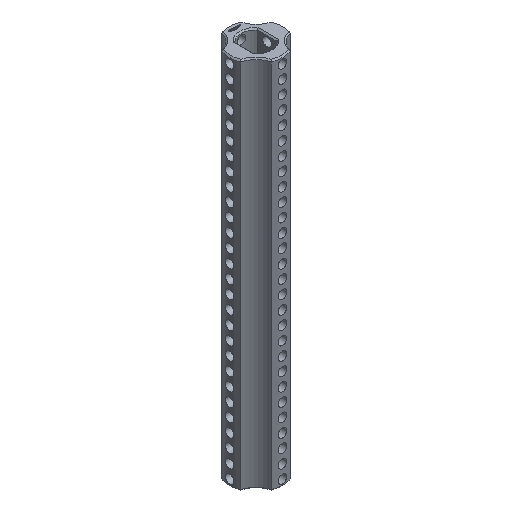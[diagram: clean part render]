
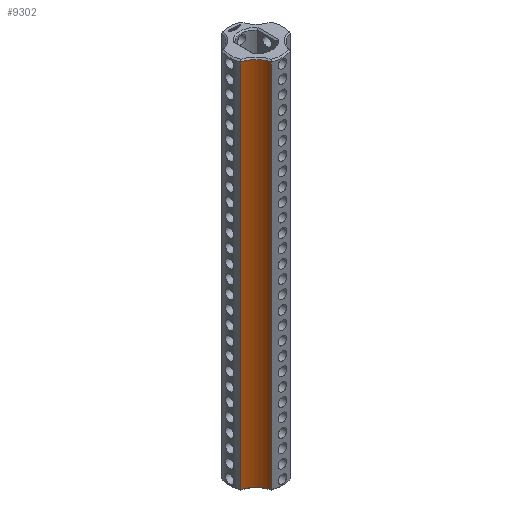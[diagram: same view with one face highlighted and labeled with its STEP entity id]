
A CAD part, isometric view. The second image highlights one B-rep face of the part: STEP entity #9302.
In plain terms, the highlighted cylindrical face has radius 5 mm (diameter 10 mm), a partial arc.
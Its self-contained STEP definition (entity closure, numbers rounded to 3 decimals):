
#2993 = EDGE_CURVE('',#2994,#2996,#2998,.T.);
#2994 = VERTEX_POINT('',#2995);
#2995 = CARTESIAN_POINT('',(-2.225,-5.841,0.3));
#2996 = VERTEX_POINT('',#2997);
#2997 = CARTESIAN_POINT('',(-2.225,-5.841,87.2));
#2998 = LINE('',#2999,#3000);
#2999 = CARTESIAN_POINT('',(-2.225,-5.841,0.));
#3000 = VECTOR('',#3001,1.);
#3001 = DIRECTION('',(0.,0.,1.));
#9302 = ADVANCED_FACE('',(#9303),#9330,.F.);
#9303 = FACE_BOUND('',#9304,.T.);
#9304 = EDGE_LOOP('',(#9305,#9306,#9315,#9323));
#9305 = ORIENTED_EDGE('',*,*,#2993,.T.);
#9306 = ORIENTED_EDGE('',*,*,#9307,.T.);
#9307 = EDGE_CURVE('',#2996,#9308,#9310,.T.);
#9308 = VERTEX_POINT('',#9309);
#9309 = CARTESIAN_POINT('',(-5.841,-2.225,87.2));
#9310 = CIRCLE('',#9311,5.);
#9311 = AXIS2_PLACEMENT_3D('',#9312,#9313,#9314);
#9312 = CARTESIAN_POINT('',(-7.071,-7.071,87.2));
#9313 = DIRECTION('',(0.,-0.,1.));
#9314 = DIRECTION('',(0.969,0.246,0.));
#9315 = ORIENTED_EDGE('',*,*,#9316,.F.);
#9316 = EDGE_CURVE('',#9317,#9308,#9319,.T.);
#9317 = VERTEX_POINT('',#9318);
#9318 = CARTESIAN_POINT('',(-5.841,-2.225,0.3));
#9319 = LINE('',#9320,#9321);
#9320 = CARTESIAN_POINT('',(-5.841,-2.225,0.));
#9321 = VECTOR('',#9322,1.);
#9322 = DIRECTION('',(0.,0.,1.));
#9323 = ORIENTED_EDGE('',*,*,#9324,.F.);
#9324 = EDGE_CURVE('',#2994,#9317,#9325,.T.);
#9325 = CIRCLE('',#9326,5.);
#9326 = AXIS2_PLACEMENT_3D('',#9327,#9328,#9329);
#9327 = CARTESIAN_POINT('',(-7.071,-7.071,0.3));
#9328 = DIRECTION('',(0.,-0.,1.));
#9329 = DIRECTION('',(0.969,0.246,0.));
#9330 = CYLINDRICAL_SURFACE('',#9331,5.);
#9331 = AXIS2_PLACEMENT_3D('',#9332,#9333,#9334);
#9332 = CARTESIAN_POINT('',(-7.071,-7.071,0.));
#9333 = DIRECTION('',(-0.,-0.,-1.));
#9334 = DIRECTION('',(1.,0.,0.));
